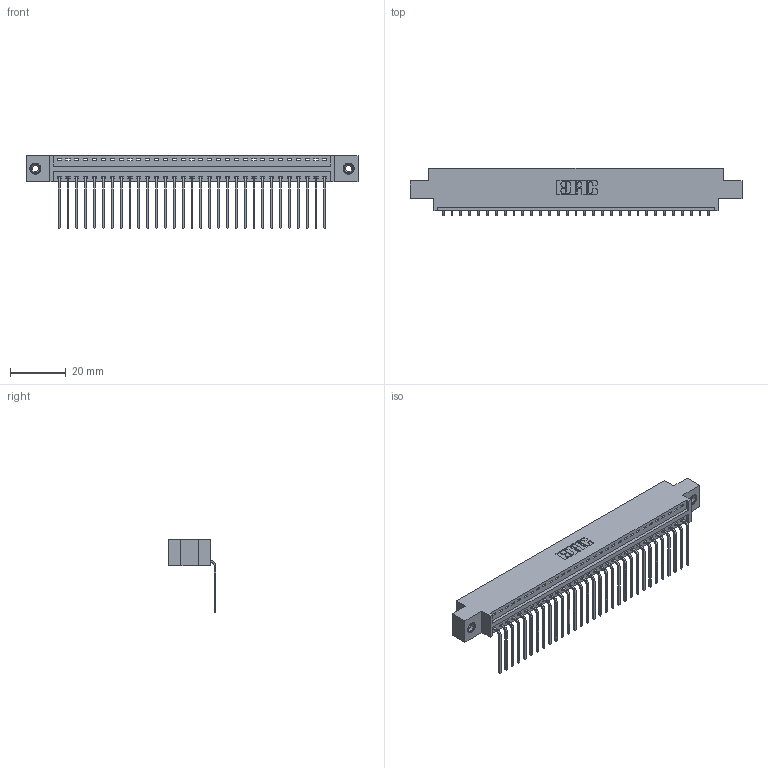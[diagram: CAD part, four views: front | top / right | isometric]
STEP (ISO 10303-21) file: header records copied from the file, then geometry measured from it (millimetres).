
FILE_DESCRIPTION (( 'STEP AP203' ), '1' );
FILE_NAME ('346-031-559-608.STEP', '2022-05-06T17:36:50', ( '' ), ( '' ), 'SwSTEP 2.0', 'SolidWorks 2020', '' );
FILE_SCHEMA (( 'CONFIG_CONTROL_DESIGN' ));
Length unit declared in the file: inch
Products named in the file (4): 346 Part_0.170 Offset - 0.156 Dia-TI; 345-250-001_345-250-003-102; 346-031-559-608; 345-292-001_558 559 Tail - 1
Assembly tree (34 placements, depth 2):
  346-031-559-608
    346 Part_0.170 Offset - 0.156 Dia-TI
    345-292-001_558 559 Tail - 1  x31
    345-250-001_345-250-003-102  x2
Bounding box: 119 x 17.08 x 26.16 mm (x, y, z)
Volume: 11257.2 mm3; surface area: 14749.7 mm2
Topology: 34 solids, 34 shells, 2046 faces, 6119 edges, 4030 vertices
Faces by surface type: plane 1414, cylinder 616, cone 12, torus 4
Entity records: 22122 total; most frequent: CARTESIAN_POINT 3780, ORIENTED_EDGE 3738, DIRECTION 3373, EDGE_CURVE 1869, VECTOR 1593, LINE 1593, VERTEX_POINT 1240, AXIS2_PLACEMENT_3D 890
